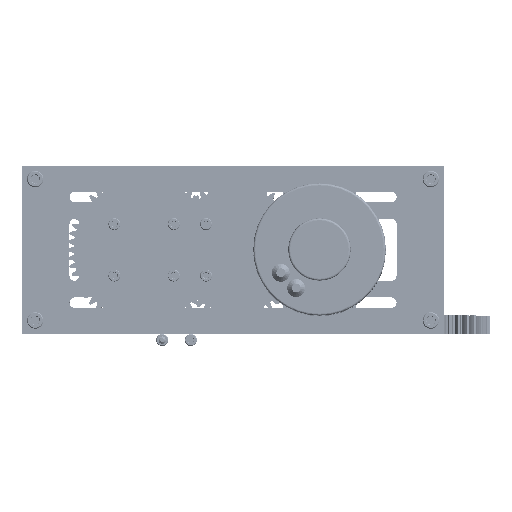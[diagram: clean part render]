
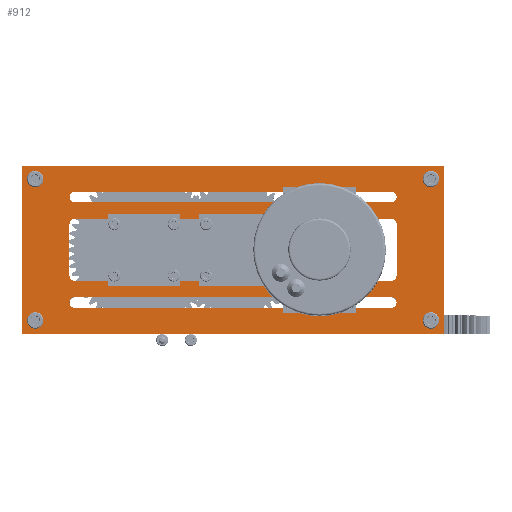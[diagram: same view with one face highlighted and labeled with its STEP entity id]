
A CAD part, top view. The second image highlights one B-rep face of the part: STEP entity #912.
In plain terms, the highlighted face is planar.
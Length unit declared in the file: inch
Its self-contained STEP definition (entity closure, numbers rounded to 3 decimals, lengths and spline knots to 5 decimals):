
#135=CARTESIAN_POINT('',(7.,2.18,0.0));
#136=VERTEX_POINT('',#135);
#143=CARTESIAN_POINT('',(7.1,2.08,0.0));
#144=VERTEX_POINT('',#143);
#145=CARTESIAN_POINT('',(7.,2.08,0.0));
#146=DIRECTION('',(0.0,0.0,1.0));
#147=DIRECTION('',(-1.0,0.0,0.0));
#148=AXIS2_PLACEMENT_3D('',#145,#146,#147);
#149=CIRCLE('',#148,0.1);
#150=EDGE_CURVE('',#144,#136,#149,.T.);
#175=CARTESIAN_POINT('',(7.1,1.1,0.0));
#176=VERTEX_POINT('',#175);
#177=CARTESIAN_POINT('',(7.1,1.1,0.0));
#178=DIRECTION('',(0.0,1.0,0.0));
#179=VECTOR('',#178,0.98);
#180=LINE('',#177,#179);
#181=EDGE_CURVE('',#176,#144,#180,.T.);
#207=CARTESIAN_POINT('',(7.,1.0,0.0));
#208=VERTEX_POINT('',#207);
#209=CARTESIAN_POINT('',(7.,1.1,0.0));
#210=DIRECTION('',(0.0,0.0,1.0));
#211=DIRECTION('',(0.0,1.0,0.0));
#212=AXIS2_PLACEMENT_3D('',#209,#210,#211);
#213=CIRCLE('',#212,0.1);
#214=EDGE_CURVE('',#208,#176,#213,.T.);
#239=CARTESIAN_POINT('',(1.0,1.0,0.0));
#240=VERTEX_POINT('',#239);
#241=CARTESIAN_POINT('',(1.0,1.0,0.0));
#242=DIRECTION('',(1.0,0.0,0.0));
#243=VECTOR('',#242,6.);
#244=LINE('',#241,#243);
#245=EDGE_CURVE('',#240,#208,#244,.T.);
#271=CARTESIAN_POINT('',(0.9,1.1,0.0));
#272=VERTEX_POINT('',#271);
#273=CARTESIAN_POINT('',(1.0,1.1,0.0));
#274=DIRECTION('',(0.0,0.0,1.0));
#275=DIRECTION('',(1.0,0.0,0.0));
#276=AXIS2_PLACEMENT_3D('',#273,#274,#275);
#277=CIRCLE('',#276,0.1);
#278=EDGE_CURVE('',#272,#240,#277,.T.);
#303=CARTESIAN_POINT('',(0.9,2.08,0.0));
#304=VERTEX_POINT('',#303);
#305=CARTESIAN_POINT('',(0.9,2.08,0.0));
#306=DIRECTION('',(0.0,-1.0,0.0));
#307=VECTOR('',#306,0.98);
#308=LINE('',#305,#307);
#309=EDGE_CURVE('',#304,#272,#308,.T.);
#335=CARTESIAN_POINT('',(1.0,2.18,0.0));
#336=VERTEX_POINT('',#335);
#337=CARTESIAN_POINT('',(1.0,2.08,0.0));
#338=DIRECTION('',(0.0,0.0,1.0));
#339=DIRECTION('',(0.0,-1.0,0.0));
#340=AXIS2_PLACEMENT_3D('',#337,#338,#339);
#341=CIRCLE('',#340,0.1);
#342=EDGE_CURVE('',#336,#304,#341,.T.);
#365=CARTESIAN_POINT('',(7.,2.18,0.0));
#366=DIRECTION('',(-1.0,0.0,0.0));
#367=VECTOR('',#366,6.);
#368=LINE('',#365,#367);
#369=EDGE_CURVE('',#136,#336,#368,.T.);
#390=CARTESIAN_POINT('',(7.,2.49,0.0));
#391=VERTEX_POINT('',#390);
#398=CARTESIAN_POINT('',(1.0,2.49,0.0));
#399=VERTEX_POINT('',#398);
#400=CARTESIAN_POINT('',(1.,2.49,0.0));
#401=DIRECTION('',(1.0,0.0,0.0));
#402=VECTOR('',#401,6.0);
#403=LINE('',#400,#402);
#404=EDGE_CURVE('',#399,#391,#403,.T.);
#430=CARTESIAN_POINT('',(1.0,2.69,0.0));
#431=VERTEX_POINT('',#430);
#432=CARTESIAN_POINT('',(1.0,2.59,0.0));
#433=DIRECTION('',(0.0,0.0,1.0));
#434=DIRECTION('',(0.0,1.0,0.0));
#435=AXIS2_PLACEMENT_3D('',#432,#433,#434);
#436=CIRCLE('',#435,0.1);
#437=EDGE_CURVE('',#431,#399,#436,.T.);
#462=CARTESIAN_POINT('',(7.,2.69,0.0));
#463=VERTEX_POINT('',#462);
#464=CARTESIAN_POINT('',(7.,2.69,0.0));
#465=DIRECTION('',(-1.0,0.0,0.0));
#466=VECTOR('',#465,6.0);
#467=LINE('',#464,#466);
#468=EDGE_CURVE('',#463,#431,#467,.T.);
#492=CARTESIAN_POINT('',(7.,2.59,0.0));
#493=DIRECTION('',(0.0,0.0,1.0));
#494=DIRECTION('',(0.0,-1.0,0.0));
#495=AXIS2_PLACEMENT_3D('',#492,#493,#494);
#496=CIRCLE('',#495,0.1);
#497=EDGE_CURVE('',#391,#463,#496,.T.);
#518=CARTESIAN_POINT('',(1.0,0.69,0.0));
#519=VERTEX_POINT('',#518);
#526=CARTESIAN_POINT('',(7.,0.69,0.0));
#527=VERTEX_POINT('',#526);
#528=CARTESIAN_POINT('',(7.,0.69,0.0));
#529=DIRECTION('',(-1.0,0.0,0.0));
#530=VECTOR('',#529,6.0);
#531=LINE('',#528,#530);
#532=EDGE_CURVE('',#527,#519,#531,.T.);
#558=CARTESIAN_POINT('',(7.,0.49,0.0));
#559=VERTEX_POINT('',#558);
#560=CARTESIAN_POINT('',(7.,0.59,0.0));
#561=DIRECTION('',(0.0,0.0,1.0));
#562=DIRECTION('',(0.0,1.0,0.0));
#563=AXIS2_PLACEMENT_3D('',#560,#561,#562);
#564=CIRCLE('',#563,0.1);
#565=EDGE_CURVE('',#559,#527,#564,.T.);
#590=CARTESIAN_POINT('',(1.0,0.49,0.0));
#591=VERTEX_POINT('',#590);
#592=CARTESIAN_POINT('',(1.,0.49,0.0));
#593=DIRECTION('',(1.0,0.0,0.0));
#594=VECTOR('',#593,6.0);
#595=LINE('',#592,#594);
#596=EDGE_CURVE('',#591,#559,#595,.T.);
#620=CARTESIAN_POINT('',(1.0,0.59,0.0));
#621=DIRECTION('',(0.0,0.0,1.0));
#622=DIRECTION('',(0.0,-1.0,0.0));
#623=AXIS2_PLACEMENT_3D('',#620,#621,#622);
#624=CIRCLE('',#623,0.1);
#625=EDGE_CURVE('',#519,#591,#624,.T.);
#647=CARTESIAN_POINT('',(0.3505,2.93,0.0));
#648=VERTEX_POINT('',#647);
#649=CARTESIAN_POINT('',(0.25,2.93,0.0));
#650=DIRECTION('',(0.0,0.0,1.0));
#651=DIRECTION('',(-1.0,0.0,0.0));
#652=AXIS2_PLACEMENT_3D('',#649,#650,#651);
#653=CIRCLE('',#652,0.1005);
#654=EDGE_CURVE('',#648,#648,#653,.T.);
#675=CARTESIAN_POINT('',(7.8505,2.93,0.0));
#676=VERTEX_POINT('',#675);
#677=CARTESIAN_POINT('',(7.75,2.93,0.0));
#678=DIRECTION('',(0.0,0.0,1.0));
#679=DIRECTION('',(-1.0,0.0,0.0));
#680=AXIS2_PLACEMENT_3D('',#677,#678,#679);
#681=CIRCLE('',#680,0.1005);
#682=EDGE_CURVE('',#676,#676,#681,.T.);
#703=CARTESIAN_POINT('',(7.8505,0.25,0.0));
#704=VERTEX_POINT('',#703);
#705=CARTESIAN_POINT('',(7.75,0.25,0.0));
#706=DIRECTION('',(0.0,0.0,1.0));
#707=DIRECTION('',(-1.0,0.0,0.0));
#708=AXIS2_PLACEMENT_3D('',#705,#706,#707);
#709=CIRCLE('',#708,0.1005);
#710=EDGE_CURVE('',#704,#704,#709,.T.);
#731=CARTESIAN_POINT('',(0.3505,0.25,0.0));
#732=VERTEX_POINT('',#731);
#733=CARTESIAN_POINT('',(0.25,0.25,0.0));
#734=DIRECTION('',(0.0,0.0,1.0));
#735=DIRECTION('',(-1.0,0.0,0.0));
#736=AXIS2_PLACEMENT_3D('',#733,#734,#735);
#737=CIRCLE('',#736,0.1005);
#738=EDGE_CURVE('',#732,#732,#737,.T.);
#758=CARTESIAN_POINT('',(0.0,3.18,0.0));
#759=VERTEX_POINT('',#758);
#766=CARTESIAN_POINT('',(0.0,0.0,0.0));
#767=VERTEX_POINT('',#766);
#768=CARTESIAN_POINT('',(0.0,3.18,0.0));
#769=DIRECTION('',(0.0,-1.0,0.0));
#770=VECTOR('',#769,3.18);
#771=LINE('',#768,#770);
#772=EDGE_CURVE('',#759,#767,#771,.T.);
#796=CARTESIAN_POINT('',(8.0,3.18,0.0));
#797=VERTEX_POINT('',#796);
#804=CARTESIAN_POINT('',(8.0,3.18,0.0));
#805=DIRECTION('',(-1.0,0.0,0.0));
#806=VECTOR('',#805,8.0);
#807=LINE('',#804,#806);
#808=EDGE_CURVE('',#797,#759,#807,.T.);
#827=CARTESIAN_POINT('',(8.0,0.0,0.0));
#828=VERTEX_POINT('',#827);
#835=CARTESIAN_POINT('',(8.0,0.0,0.0));
#836=DIRECTION('',(0.0,1.0,0.0));
#837=VECTOR('',#836,3.18);
#838=LINE('',#835,#837);
#839=EDGE_CURVE('',#828,#797,#838,.T.);
#857=CARTESIAN_POINT('',(0.0,0.0,0.0));
#858=DIRECTION('',(1.0,0.0,0.0));
#859=VECTOR('',#858,8.0);
#860=LINE('',#857,#859);
#861=EDGE_CURVE('',#767,#828,#860,.T.);
#867=CARTESIAN_POINT('',(4.0,1.59,0.0));
#868=DIRECTION('',(0.0,0.0,1.0));
#869=DIRECTION('',(1.0,0.0,0.0));
#870=AXIS2_PLACEMENT_3D('',#867,#868,#869);
#871=PLANE('',#870);
#872=ORIENTED_EDGE('',*,*,#861,.F.);
#873=ORIENTED_EDGE('',*,*,#772,.F.);
#874=ORIENTED_EDGE('',*,*,#808,.F.);
#875=ORIENTED_EDGE('',*,*,#839,.F.);
#876=EDGE_LOOP('',(#872,#873,#874,#875));
#877=FACE_OUTER_BOUND('',#876,.T.);
#878=ORIENTED_EDGE('',*,*,#150,.T.);
#879=ORIENTED_EDGE('',*,*,#369,.T.);
#880=ORIENTED_EDGE('',*,*,#342,.T.);
#881=ORIENTED_EDGE('',*,*,#309,.T.);
#882=ORIENTED_EDGE('',*,*,#278,.T.);
#883=ORIENTED_EDGE('',*,*,#245,.T.);
#884=ORIENTED_EDGE('',*,*,#214,.T.);
#885=ORIENTED_EDGE('',*,*,#181,.T.);
#886=EDGE_LOOP('',(#878,#879,#880,#881,#882,#883,#884,#885));
#887=FACE_BOUND('',#886,.T.);
#888=ORIENTED_EDGE('',*,*,#404,.T.);
#889=ORIENTED_EDGE('',*,*,#497,.T.);
#890=ORIENTED_EDGE('',*,*,#468,.T.);
#891=ORIENTED_EDGE('',*,*,#437,.T.);
#892=EDGE_LOOP('',(#888,#889,#890,#891));
#893=FACE_BOUND('',#892,.T.);
#894=ORIENTED_EDGE('',*,*,#532,.T.);
#895=ORIENTED_EDGE('',*,*,#625,.T.);
#896=ORIENTED_EDGE('',*,*,#596,.T.);
#897=ORIENTED_EDGE('',*,*,#565,.T.);
#898=EDGE_LOOP('',(#894,#895,#896,#897));
#899=FACE_BOUND('',#898,.T.);
#900=ORIENTED_EDGE('',*,*,#654,.T.);
#901=EDGE_LOOP('',(#900));
#902=FACE_BOUND('',#901,.T.);
#903=ORIENTED_EDGE('',*,*,#682,.T.);
#904=EDGE_LOOP('',(#903));
#905=FACE_BOUND('',#904,.T.);
#906=ORIENTED_EDGE('',*,*,#710,.T.);
#907=EDGE_LOOP('',(#906));
#908=FACE_BOUND('',#907,.T.);
#909=ORIENTED_EDGE('',*,*,#738,.T.);
#910=EDGE_LOOP('',(#909));
#911=FACE_BOUND('',#910,.T.);
#912=ADVANCED_FACE('',(#877,#887,#893,#899,#902,#905,#908,#911),#871,.F.);
